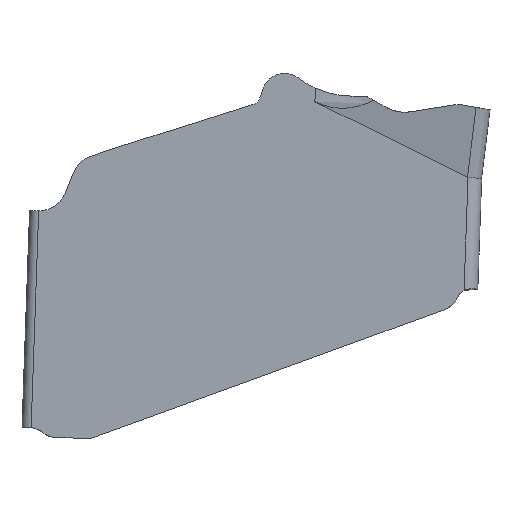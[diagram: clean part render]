
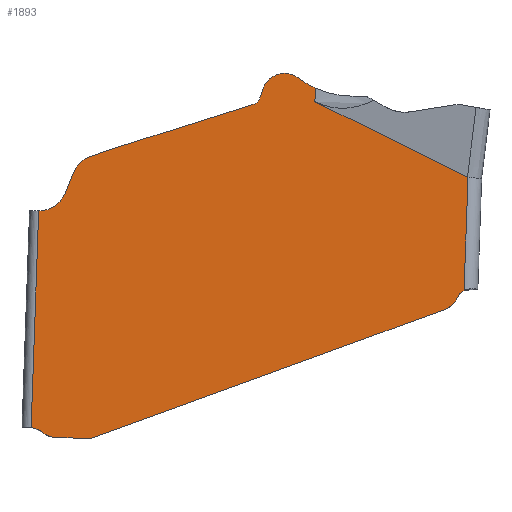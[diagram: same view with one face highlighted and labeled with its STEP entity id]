
A CAD part, left-side view. The second image highlights one B-rep face of the part: STEP entity #1893.
In plain terms, the highlighted planar face has unit normal (-1, 0, 0).
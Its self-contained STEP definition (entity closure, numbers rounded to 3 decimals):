
#105=CARTESIAN_POINT('',(-1.3,0.482,-1.48));
#119=CARTESIAN_POINT('',(-1.3,0.494,-1.478));
#120=CARTESIAN_POINT('',(-1.3,0.492,-1.478));
#121=CARTESIAN_POINT('',(-1.3,0.49,-1.479));
#122=CARTESIAN_POINT('',(-1.3,0.486,-1.48));
#123=CARTESIAN_POINT('',(-1.3,0.483,-1.48));
#124=CARTESIAN_POINT('',(-1.3,0.482,-1.48));
#252=CARTESIAN_POINT('',(-1.3,1.,-4.376));
#253=CARTESIAN_POINT('',(-1.3,0.891,-4.336));
#254=CARTESIAN_POINT('',(-1.3,0.796,-4.257));
#255=CARTESIAN_POINT('',(-1.3,0.738,-4.156));
#260=DIRECTION('',(0.,-0.94,0.342));
#261=VECTOR('',#260,3.071);
#262=CARTESIAN_POINT('',(-1.3,3.886,-5.426));
#263=LINE('',#262,#261);
#267=DIRECTION('',(0.,-0.94,0.342));
#268=VECTOR('',#267,1.986);
#269=CARTESIAN_POINT('',(-1.3,5.752,-6.105));
#270=LINE('',#269,#268);
#274=DIRECTION('',(0.,-0.94,0.342));
#275=VECTOR('',#274,3.197);
#276=CARTESIAN_POINT('',(-1.3,8.756,-7.199));
#277=LINE('',#276,#275);
#281=DIRECTION('',(0.,-0.999,-0.035));
#282=VECTOR('',#281,0.751);
#283=CARTESIAN_POINT('',(-1.3,9.506,-7.173));
#284=LINE('',#283,#282);
#288=CARTESIAN_POINT('',(-1.3,9.802,-7.062));
#289=CARTESIAN_POINT('',(-1.3,9.719,-7.13));
#290=CARTESIAN_POINT('',(-1.3,9.613,-7.169));
#291=CARTESIAN_POINT('',(-1.3,9.506,-7.173));
#296=CARTESIAN_POINT('',(-1.3,10.049,-6.956));
#297=CARTESIAN_POINT('',(-1.3,9.959,-6.968));
#298=CARTESIAN_POINT('',(-1.3,9.873,-7.005));
#299=CARTESIAN_POINT('',(-1.3,9.802,-7.062));
#304=CARTESIAN_POINT('',(-1.3,9.862,-1.608));
#305=DIRECTION('',(1.,0.,0.));
#306=DIRECTION('',(0.,-0.927,-0.375));
#307=AXIS2_PLACEMENT_3D('',#304,#305,#306);
#312=DIRECTION('',(0.,0.375,-0.927));
#313=VECTOR('',#312,0.499);
#314=CARTESIAN_POINT('',(-1.3,9.119,-1.37));
#315=LINE('',#314,#313);
#319=CARTESIAN_POINT('',(-1.3,8.563,-1.595));
#320=DIRECTION('',(-1.,0.,0.));
#321=DIRECTION('',(0.,0.342,0.94));
#322=AXIS2_PLACEMENT_3D('',#319,#320,#321);
#327=DIRECTION('',(0.,0.94,-0.342));
#328=VECTOR('',#327,0.423);
#329=CARTESIAN_POINT('',(-1.3,8.371,-0.886));
#330=LINE('',#329,#328);
#334=CARTESIAN_POINT('',(-1.3,8.2,-1.356));
#335=DIRECTION('',(-1.,0.,0.));
#336=DIRECTION('',(0.,0.301,0.954));
#337=AXIS2_PLACEMENT_3D('',#334,#335,#336);
#342=DIRECTION('',(0.,0.954,-0.301));
#343=VECTOR('',#342,3.305);
#344=CARTESIAN_POINT('',(-1.3,5.198,0.114));
#345=LINE('',#344,#343);
#349=CARTESIAN_POINT('',(-1.3,5.273,0.353));
#350=DIRECTION('',(1.,0.,0.));
#351=DIRECTION('',(0.,-0.94,-0.342));
#352=AXIS2_PLACEMENT_3D('',#349,#350,#351);
#357=DIRECTION('',(0.,0.342,-0.94));
#358=VECTOR('',#357,0.221);
#359=CARTESIAN_POINT('',(-1.3,4.963,0.474));
#360=LINE('',#359,#358);
#364=CARTESIAN_POINT('',(-1.3,4.498,0.305));
#365=DIRECTION('',(-1.,0.,0.));
#366=DIRECTION('',(0.,-0.601,0.8));
#367=AXIS2_PLACEMENT_3D('',#364,#365,#366);
#372=CARTESIAN_POINT('',(-1.3,2.999,2.302));
#373=DIRECTION('',(1.,0.,0.));
#374=DIRECTION('',(0.,0.412,-0.911));
#375=AXIS2_PLACEMENT_3D('',#372,#373,#374);
#380=DIRECTION('',(0.,0.895,0.445));
#381=VECTOR('',#380,3.731);
#382=CARTESIAN_POINT('',(-1.3,0.494,-1.478));
#383=LINE('',#382,#381);
#387=CARTESIAN_POINT('',(-1.3,0.687,-4.068));
#388=CARTESIAN_POINT('',(-1.3,0.659,-4.02));
#389=CARTESIAN_POINT('',(-1.3,0.618,-3.98));
#390=CARTESIAN_POINT('',(-1.3,0.568,-3.953));
#395=DIRECTION('',(0.,-0.5,0.866));
#396=VECTOR('',#395,0.101);
#397=CARTESIAN_POINT('',(-1.3,0.738,-4.156));
#398=LINE('',#397,#396);
#656=DIRECTION('',(0.,0.035,-0.999));
#657=VECTOR('',#656,2.475);
#658=CARTESIAN_POINT('',(-1.3,0.482,-1.48));
#659=LINE('',#658,#657);
#1012=DIRECTION('',(0.,-0.035,0.999));
#1013=VECTOR('',#1012,4.752);
#1014=CARTESIAN_POINT('',(-1.3,10.049,-6.956));
#1015=LINE('',#1014,#1013);
#1193=DIRECTION('',(0.,0.035,-0.999));
#1194=VECTOR('',#1193,0.295);
#1195=CARTESIAN_POINT('',(-1.3,3.824,0.478));
#1196=LINE('',#1195,#1194);
#1342=VERTEX_POINT('',#387);
#1343=VERTEX_POINT('',#390);
#1360=VERTEX_POINT('',#105);
#1371=VERTEX_POINT('',#252);
#1372=VERTEX_POINT('',#255);
#1373=VERTEX_POINT('',#119);
#1374=CARTESIAN_POINT('',(-1.3,3.835,0.183));
#1375=VERTEX_POINT('',#1374);
#1376=CARTESIAN_POINT('',(-1.3,3.824,0.478));
#1377=VERTEX_POINT('',#1376);
#1378=CARTESIAN_POINT('',(-1.3,4.201,0.701));
#1379=VERTEX_POINT('',#1378);
#1380=CARTESIAN_POINT('',(-1.3,4.963,0.474));
#1381=VERTEX_POINT('',#1380);
#1382=CARTESIAN_POINT('',(-1.3,5.039,0.267));
#1383=VERTEX_POINT('',#1382);
#1384=CARTESIAN_POINT('',(-1.3,5.198,0.114));
#1385=VERTEX_POINT('',#1384);
#1386=CARTESIAN_POINT('',(-1.3,8.35,-0.879));
#1387=VERTEX_POINT('',#1386);
#1388=CARTESIAN_POINT('',(-1.3,8.371,-0.886));
#1389=VERTEX_POINT('',#1388);
#1390=CARTESIAN_POINT('',(-1.3,8.768,-1.031));
#1391=VERTEX_POINT('',#1390);
#1392=CARTESIAN_POINT('',(-1.3,9.119,-1.37));
#1393=VERTEX_POINT('',#1392);
#1394=CARTESIAN_POINT('',(-1.3,9.306,-1.832));
#1395=VERTEX_POINT('',#1394);
#1396=CARTESIAN_POINT('',(-1.3,9.883,-2.207));
#1397=VERTEX_POINT('',#1396);
#1398=CARTESIAN_POINT('',(-1.3,10.049,-6.956));
#1399=VERTEX_POINT('',#1398);
#1400=VERTEX_POINT('',#299);
#1401=VERTEX_POINT('',#291);
#1402=CARTESIAN_POINT('',(-1.3,8.756,-7.199));
#1403=VERTEX_POINT('',#1402);
#1404=CARTESIAN_POINT('',(-1.3,5.752,-6.105));
#1405=VERTEX_POINT('',#1404);
#1406=CARTESIAN_POINT('',(-1.3,3.886,-5.426));
#1407=VERTEX_POINT('',#1406);
#1841=CARTESIAN_POINT('',(-1.3,9.772,0.964));
#1842=DIRECTION('',(-1.,0.,0.));
#1843=DIRECTION('',(0.,0.999,0.035));
#1844=AXIS2_PLACEMENT_3D('',#1841,#1842,#1843);
#1845=PLANE('',#1844);
#1847=ORIENTED_EDGE('',*,*,#1846,.F.);
#1849=ORIENTED_EDGE('',*,*,#1848,.F.);
#1851=ORIENTED_EDGE('',*,*,#1850,.F.);
#1853=ORIENTED_EDGE('',*,*,#1852,.F.);
#1855=ORIENTED_EDGE('',*,*,#1854,.F.);
#1857=ORIENTED_EDGE('',*,*,#1856,.F.);
#1859=ORIENTED_EDGE('',*,*,#1858,.F.);
#1861=ORIENTED_EDGE('',*,*,#1860,.T.);
#1863=ORIENTED_EDGE('',*,*,#1862,.F.);
#1865=ORIENTED_EDGE('',*,*,#1864,.F.);
#1867=ORIENTED_EDGE('',*,*,#1866,.F.);
#1869=ORIENTED_EDGE('',*,*,#1868,.F.);
#1871=ORIENTED_EDGE('',*,*,#1870,.F.);
#1873=ORIENTED_EDGE('',*,*,#1872,.F.);
#1875=ORIENTED_EDGE('',*,*,#1874,.F.);
#1877=ORIENTED_EDGE('',*,*,#1876,.F.);
#1879=ORIENTED_EDGE('',*,*,#1878,.F.);
#1880=ORIENTED_EDGE('',*,*,#1820,.F.);
#1882=ORIENTED_EDGE('',*,*,#1881,.T.);
#1883=ORIENTED_EDGE('',*,*,#1597,.F.);
#1884=ORIENTED_EDGE('',*,*,#1570,.T.);
#1886=ORIENTED_EDGE('',*,*,#1885,.T.);
#1888=ORIENTED_EDGE('',*,*,#1887,.F.);
#1890=ORIENTED_EDGE('',*,*,#1889,.F.);
#1891=EDGE_LOOP('',(#1847,#1849,#1851,#1853,#1855,#1857,#1859,#1861,#1863,#1865,
#1867,#1869,#1871,#1873,#1875,#1877,#1879,#1880,#1882,#1883,#1884,#1886,#1888,
#1890));
#1892=FACE_OUTER_BOUND('',#1891,.F.);
#125=B_SPLINE_CURVE_WITH_KNOTS('',3,(#119,#120,#121,#122,#123,#124),
.UNSPECIFIED.,.F.,.F.,(4,1,1,4),(0.,0.333,0.667,1.),
.UNSPECIFIED.);
#256=B_SPLINE_CURVE_WITH_KNOTS('',3,(#252,#253,#254,#255),.UNSPECIFIED.,.F.,.F.,
(4,4),(0.,1.),.UNSPECIFIED.);
#292=B_SPLINE_CURVE_WITH_KNOTS('',3,(#288,#289,#290,#291),.UNSPECIFIED.,.F.,.F.,
(4,4),(0.,1.),.UNSPECIFIED.);
#300=B_SPLINE_CURVE_WITH_KNOTS('',3,(#296,#297,#298,#299),.UNSPECIFIED.,.F.,.F.,
(4,4),(0.,1.),.UNSPECIFIED.);
#308=CIRCLE('',#307,0.6);
#323=CIRCLE('',#322,0.6);
#338=CIRCLE('',#337,0.5);
#353=CIRCLE('',#352,0.25);
#368=CIRCLE('',#367,0.495);
#376=CIRCLE('',#375,2.002);
#391=B_SPLINE_CURVE_WITH_KNOTS('',3,(#387,#388,#389,#390),.UNSPECIFIED.,.F.,.F.,
(4,4),(0.,1.),.UNSPECIFIED.);
#1570=EDGE_CURVE('',#1373,#1360,#125,.T.);
#1597=EDGE_CURVE('',#1373,#1375,#383,.T.);
#1820=EDGE_CURVE('',#1377,#1379,#376,.T.);
#1846=EDGE_CURVE('',#1371,#1372,#256,.T.);
#1848=EDGE_CURVE('',#1407,#1371,#263,.T.);
#1850=EDGE_CURVE('',#1405,#1407,#270,.T.);
#1852=EDGE_CURVE('',#1403,#1405,#277,.T.);
#1854=EDGE_CURVE('',#1401,#1403,#284,.T.);
#1856=EDGE_CURVE('',#1400,#1401,#292,.T.);
#1858=EDGE_CURVE('',#1399,#1400,#300,.T.);
#1860=EDGE_CURVE('',#1399,#1397,#1015,.T.);
#1862=EDGE_CURVE('',#1395,#1397,#308,.T.);
#1864=EDGE_CURVE('',#1393,#1395,#315,.T.);
#1866=EDGE_CURVE('',#1391,#1393,#323,.T.);
#1868=EDGE_CURVE('',#1389,#1391,#330,.T.);
#1870=EDGE_CURVE('',#1387,#1389,#338,.T.);
#1872=EDGE_CURVE('',#1385,#1387,#345,.T.);
#1874=EDGE_CURVE('',#1383,#1385,#353,.T.);
#1876=EDGE_CURVE('',#1381,#1383,#360,.T.);
#1878=EDGE_CURVE('',#1379,#1381,#368,.T.);
#1881=EDGE_CURVE('',#1377,#1375,#1196,.T.);
#1885=EDGE_CURVE('',#1360,#1343,#659,.T.);
#1887=EDGE_CURVE('',#1342,#1343,#391,.T.);
#1889=EDGE_CURVE('',#1372,#1342,#398,.T.);
#1893=ADVANCED_FACE('',(#1892),#1845,.T.);
